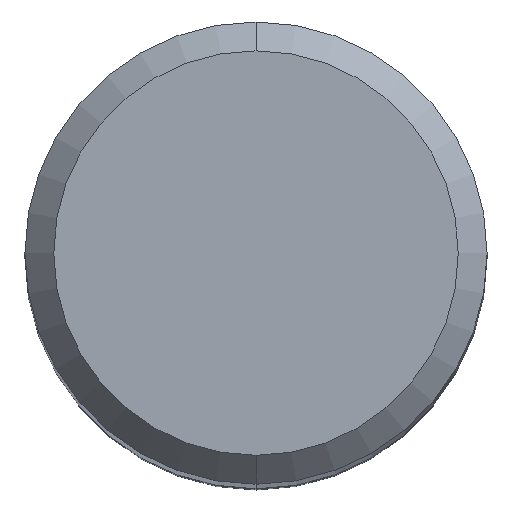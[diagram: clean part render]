
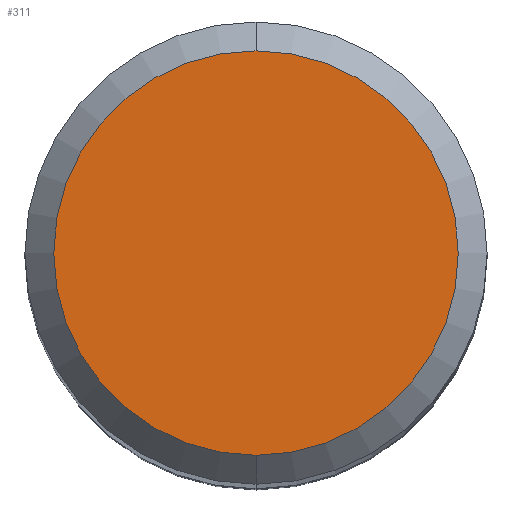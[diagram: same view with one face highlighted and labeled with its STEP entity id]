
A CAD part, top view. The second image highlights one B-rep face of the part: STEP entity #311.
In plain terms, the highlighted planar face has unit normal (0, 0, 1).
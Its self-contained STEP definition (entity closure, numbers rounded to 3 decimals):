
#191=VERTEX_POINT('',#430);
#219=VERTEX_POINT('',#462);
#227=EDGE_CURVE('',#191,#219,#471,.T.);
#239=EDGE_CURVE('',#219,#191,#485,.T.);
#311=ADVANCED_FACE('',(#567),#568,.T.);
#430=CARTESIAN_POINT('',(0.,-2.8,0.0));
#462=CARTESIAN_POINT('',(0.0,2.8,0.0));
#471=CIRCLE('',#754,2.8);
#485=CIRCLE('',#772,2.8);
#567=FACE_OUTER_BOUND('',#873,.T.);
#568=PLANE('',#874);
#754=AXIS2_PLACEMENT_3D('',#1067,#1068,#1069);
#772=AXIS2_PLACEMENT_3D('',#1090,#1091,#1092);
#873=EDGE_LOOP('',(#1203,#1204));
#874=AXIS2_PLACEMENT_3D('',#1205,#1206,#1207);
#1067=CARTESIAN_POINT('',(0.0,0.0,0.0));
#1068=DIRECTION('',(0.0,0.0,-1.0));
#1069=DIRECTION('',(0.0,1.0,0.0));
#1090=CARTESIAN_POINT('',(0.0,0.0,0.0));
#1091=DIRECTION('',(0.0,0.0,-1.0));
#1092=DIRECTION('',(0.0,1.0,0.0));
#1203=ORIENTED_EDGE('',*,*,#239,.F.);
#1204=ORIENTED_EDGE('',*,*,#227,.F.);
#1205=CARTESIAN_POINT('',(0.0,1.4,0.0));
#1206=DIRECTION('',(-0.0,0.0,1.0));
#1207=DIRECTION('',(0.0,-1.0,0.0));
